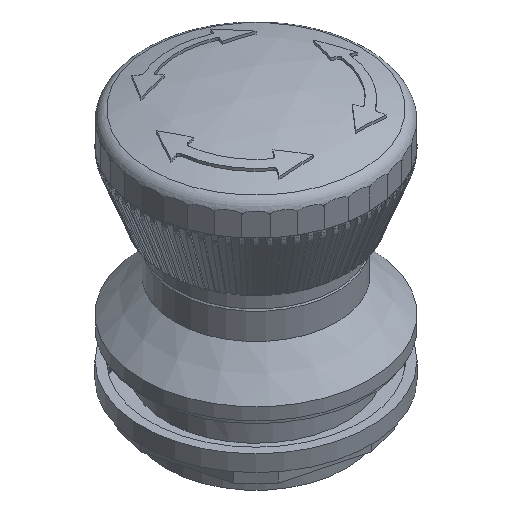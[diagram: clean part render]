
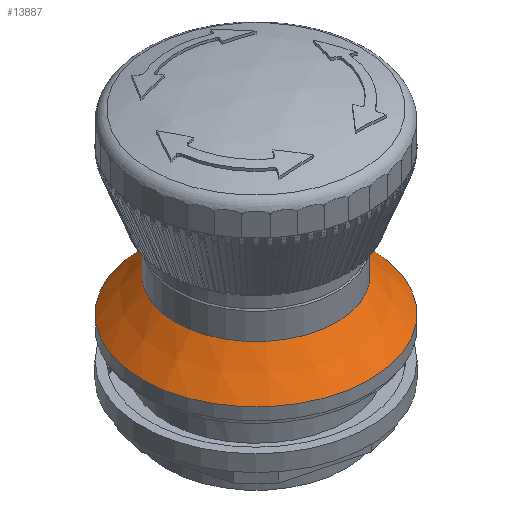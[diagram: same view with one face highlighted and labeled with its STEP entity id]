
A CAD part, isometric view. The second image highlights one B-rep face of the part: STEP entity #13887.
In plain terms, the highlighted conical face has half-angle 45 degrees and reference radius 11.963 mm.
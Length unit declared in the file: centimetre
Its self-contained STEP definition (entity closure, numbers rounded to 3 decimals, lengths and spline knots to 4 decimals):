
#237=CONICAL_SURFACE($,#14832,1.1962,45.);
#2513=FACE_BOUND($,#3554,.T.);
#2675=FACE_OUTER_BOUND($,#3553,.T.);
#3553=EDGE_LOOP($,(#9839));
#3554=EDGE_LOOP($,(#9840));
#4358=CIRCLE($,#14831,0.9925);
#4359=CIRCLE($,#14833,1.4);
#5607=VERTEX_POINT($,#22971);
#5608=VERTEX_POINT($,#22974);
#7184=EDGE_CURVE($,#5607,#5607,#4358,.T.);
#7185=EDGE_CURVE($,#5608,#5608,#4359,.T.);
#9839=ORIENTED_EDGE($,*,*,#7185,.F.);
#9840=ORIENTED_EDGE($,*,*,#7184,.T.);
#13887=ADVANCED_FACE($,(#2675,#2513),#237,.T.);
#14831=AXIS2_PLACEMENT_3D($,#22972,#17177,#17178);
#14832=AXIS2_PLACEMENT_3D($,#22973,#17179,#17180);
#14833=AXIS2_PLACEMENT_3D($,#22975,#17181,#17182);
#17177=DIRECTION('center_axis',(0.,0.,
-1.));
#17178=DIRECTION('ref_axis',(0.,-1.,0.));
#17179=DIRECTION('center_axis',(0.,0.,
-1.));
#17180=DIRECTION('ref_axis',(0.,-1.,0.));
#17181=DIRECTION('center_axis',(0.,0.,
-1.));
#17182=DIRECTION('ref_axis',(0.,-1.,0.));
#22971=CARTESIAN_POINT('',(0.,-0.9925,0.5575));
#22972=CARTESIAN_POINT('Origin',(0.,0.,
0.5575));
#22973=CARTESIAN_POINT('Origin',(0.,0.,
0.3537));
#22974=CARTESIAN_POINT('',(0.,-1.4,0.15));
#22975=CARTESIAN_POINT('Origin',(0.,0.,
0.15));
